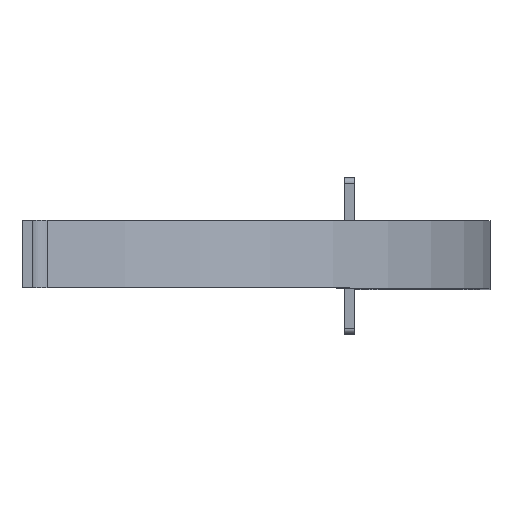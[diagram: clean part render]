
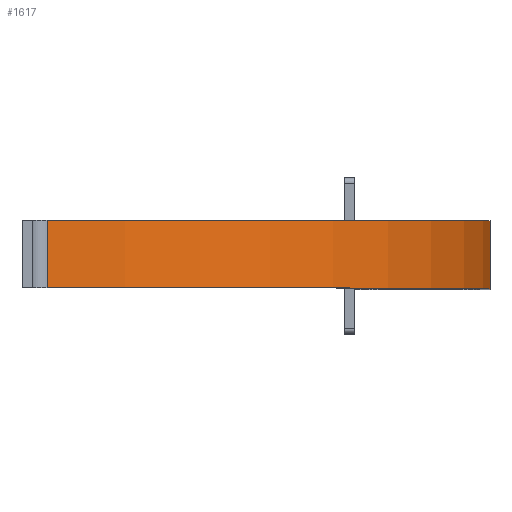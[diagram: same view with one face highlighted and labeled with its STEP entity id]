
A CAD part, top view. The second image highlights one B-rep face of the part: STEP entity #1617.
In plain terms, the highlighted cylindrical face has radius 450 mm (diameter 900 mm), a partial arc.
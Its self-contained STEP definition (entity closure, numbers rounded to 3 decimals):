
#27 = CARTESIAN_POINT ( 'NONE',  ( 0., 0., 0. ) ) ;
#71 = ORIENTED_EDGE ( 'NONE', *, *, #1184, .F. ) ;
#115 = FACE_OUTER_BOUND ( 'NONE', #568, .T. ) ;
#131 = LINE ( 'NONE', #1556, #1546 ) ;
#144 = AXIS2_PLACEMENT_3D ( 'NONE', #27, #563, #529 ) ;
#151 = EDGE_CURVE ( 'NONE', #1088, #640, #131, .T. ) ;
#186 = VERTEX_POINT ( 'NONE', #935 ) ;
#233 = EDGE_CURVE ( 'NONE', #640, #186, #667, .T. ) ;
#262 = DIRECTION ( 'NONE',  ( 0., 1., 0. ) ) ;
#309 = CIRCLE ( 'NONE', #1257, 450. ) ;
#460 = ORIENTED_EDGE ( 'NONE', *, *, #233, .T. ) ;
#490 = DIRECTION ( 'NONE',  ( 0., -1., 0. ) ) ;
#520 = DIRECTION ( 'NONE',  ( 0., 0., -1. ) ) ;
#529 = DIRECTION ( 'NONE',  ( 1., 0., 0. ) ) ;
#563 = DIRECTION ( 'NONE',  ( 0., 1., 0. ) ) ;
#568 = EDGE_LOOP ( 'NONE', ( #460, #1485, #71, #622 ) ) ;
#622 = ORIENTED_EDGE ( 'NONE', *, *, #151, .T. ) ;
#640 = VERTEX_POINT ( 'NONE', #1664 ) ;
#667 = CIRCLE ( 'NONE', #144, 450. ) ;
#791 = VERTEX_POINT ( 'NONE', #1082 ) ;
#824 = LINE ( 'NONE', #845, #1233 ) ;
#845 = CARTESIAN_POINT ( 'NONE',  ( 450., 65., 0. ) ) ;
#935 = CARTESIAN_POINT ( 'NONE',  ( 450., 0., 0. ) ) ;
#1082 = CARTESIAN_POINT ( 'NONE',  ( 450., 65., 0. ) ) ;
#1088 = VERTEX_POINT ( 'NONE', #1346 ) ;
#1102 = DIRECTION ( 'NONE',  ( 0., -1., 0. ) ) ;
#1145 = CYLINDRICAL_SURFACE ( 'NONE', #1260, 450. ) ;
#1184 = EDGE_CURVE ( 'NONE', #1088, #791, #309, .T. ) ;
#1233 = VECTOR ( 'NONE', #1102, 1000. ) ;
#1257 = AXIS2_PLACEMENT_3D ( 'NONE', #1525, #262, #1412 ) ;
#1260 = AXIS2_PLACEMENT_3D ( 'NONE', #1662, #490, #520 ) ;
#1346 = CARTESIAN_POINT ( 'NONE',  ( 24.194, 65., 449.349 ) ) ;
#1412 = DIRECTION ( 'NONE',  ( 1., 0., 0. ) ) ;
#1485 = ORIENTED_EDGE ( 'NONE', *, *, #1510, .F. ) ;
#1510 = EDGE_CURVE ( 'NONE', #791, #186, #824, .T. ) ;
#1525 = CARTESIAN_POINT ( 'NONE',  ( 0., 65., 0. ) ) ;
#1546 = VECTOR ( 'NONE', #1570, 1000. ) ;
#1556 = CARTESIAN_POINT ( 'NONE',  ( 24.194, 65., 449.349 ) ) ;
#1570 = DIRECTION ( 'NONE',  ( 0., -1., 0. ) ) ;
#1617 = ADVANCED_FACE ( 'NONE', ( #115 ), #1145, .T. ) ;
#1662 = CARTESIAN_POINT ( 'NONE',  ( 0., 65., 0. ) ) ;
#1664 = CARTESIAN_POINT ( 'NONE',  ( 24.194, 0., 449.349 ) ) ;
